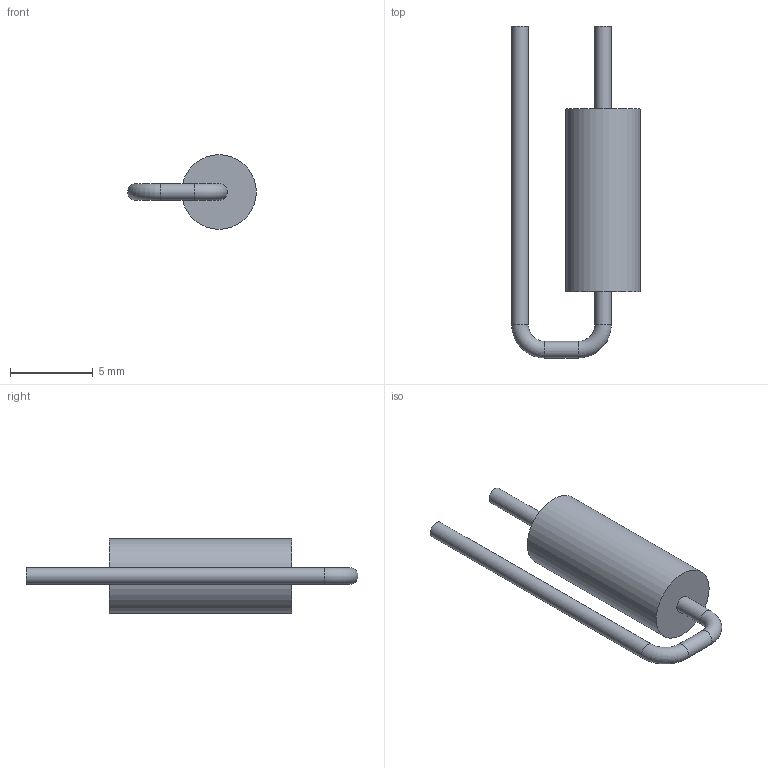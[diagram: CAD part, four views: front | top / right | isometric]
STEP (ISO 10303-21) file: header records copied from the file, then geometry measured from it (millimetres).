
FILE_DESCRIPTION(('STEP AP203'), '1');
FILE_NAME('櫻蠉錪', '', ('UNSPECIFIED'), ('UNSPECIFIED'), 'ASCON STEP Converter 1.3', 'ASCON Math Kernel', '');
FILE_SCHEMA(('CONFIG_CONTROL_DESIGN'));
Length unit declared in the file: millimetre
Bounding box: 7.75 x 20 x 4.5 mm (x, y, z)
Volume: 199.9 mm3; surface area: 286.9 mm2
Topology: 1 solids, 1 shells, 11 faces, 21 edges, 14 vertices
Faces by surface type: cylinder 5, plane 4, torus 2
Full cylindrical faces by diameter (mm): 1 x4, 4.5 x1
Entity records: 386 total; most frequent: DIRECTION 52, CARTESIAN_POINT 40, ORIENTED_EDGE 28, AXIS2_PLACEMENT_3D 26, EDGE_LOOP 20, FACE_BOUND 14, EDGE_CURVE 14, VERTEX_POINT 14
